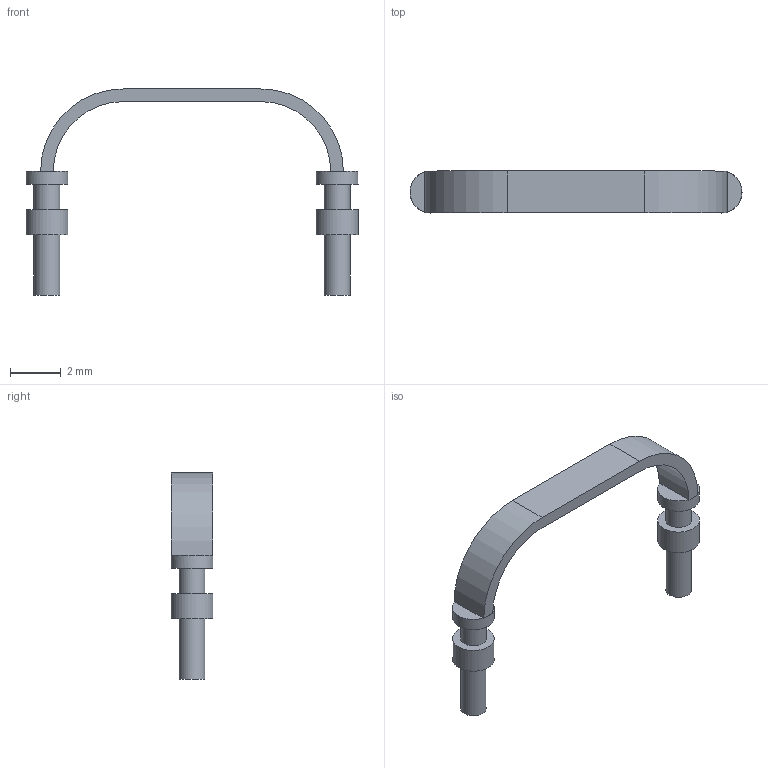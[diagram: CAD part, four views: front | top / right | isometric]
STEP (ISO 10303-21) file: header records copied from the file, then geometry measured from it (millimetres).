
FILE_DESCRIPTION( ( '' ), ' ' );
FILE_NAME( '5a6580205f36ef0e62962463.step', '2018-01-22T06:09:36', ( '' ), ( '' ), ' ', ' ', ' ' );
FILE_SCHEMA( ( 'AUTOMOTIVE_DESIGN { 1 0 10303 214 1 1 1 1 }' ) );
Length unit declared in the file: metre
Products named in the file (1): Open CASCADE STEP translator 6.8 2
Bounding box: 13.08 x 1.65 x 8.12 mm (x, y, z)
Volume: 24.2 mm3; surface area: 113.3 mm2
Topology: 1 solids, 1 shells, 36 faces, 72 edges, 44 vertices
Faces by surface type: plane 24, cylinder 12
Full cylindrical faces by diameter (mm): 1.02 x4, 1.65 x4
Entity records: 1490 total; most frequent: DIRECTION 170, CARTESIAN_POINT 141, ORIENTED_EDGE 124, STYLED_ITEM 98, PRESENTATION_STYLE_ASSIGNMENT 98, COLOUR_RGB 98, AXIS2_PLACEMENT_3D 71, EDGE_CURVE 62
